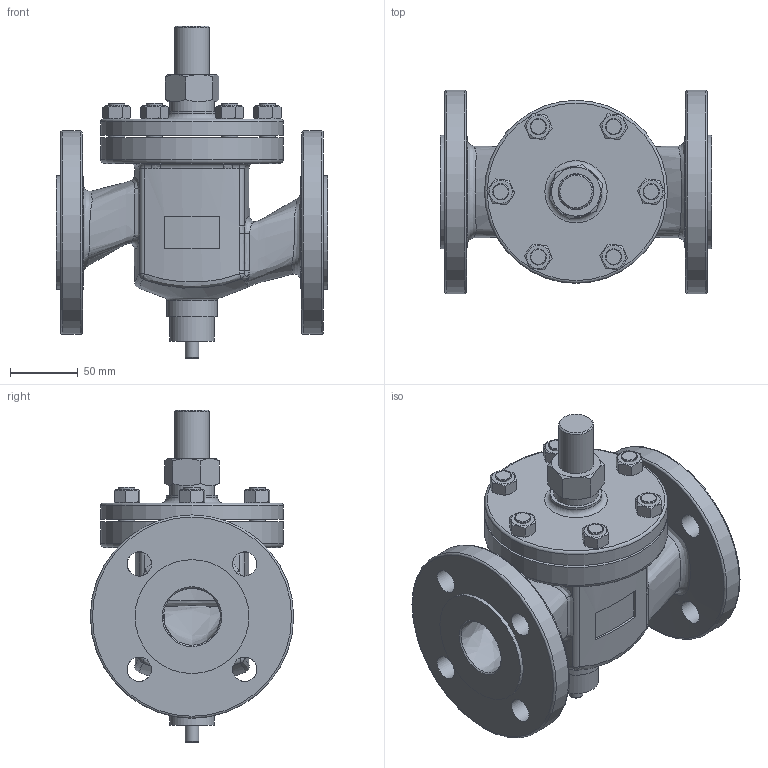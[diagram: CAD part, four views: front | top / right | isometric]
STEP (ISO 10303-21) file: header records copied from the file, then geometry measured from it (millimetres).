
FILE_DESCRIPTION (( 'STEP AP214' ), '1' );
FILE_NAME ('DN40M&G&H2FR.STEP', '2016-06-23T15:37:16', ( 'GFR' ), ( '' ), 'SwSTEP 2.0', 'SolidWorks 2014', '' );
FILE_SCHEMA (( 'AUTOMOTIVE_DESIGN' ));
Length unit declared in the file: millimetre
Products named in the file (1): DN40M&G&H2FR
Bounding box: 200 x 150 x 244.95 mm (x, y, z)
Surface area: 219771.7 mm2 (no closed solid volume)
Topology: 0 solids, 18 shells, 218 faces, 587 edges, 395 vertices
Faces by surface type: plane 84, cylinder 41, bspline 35, cone 33, torus 20, sphere 5
Full cylindrical faces by diameter (mm): 10 x1, 12 x6, 13 x1, 18 x8, 20.7 x1, 25.8 x1, 26.5 x1, 33.1 x2, 37 x1, 38 x1, 84 x2, 135 x2, 150 x2
Entity records: 20607 total; most frequent: CARTESIAN_POINT 13526, ORIENTED_EDGE 881, DIRECTION 852, EDGE_CURVE 487, AXIS2_PLACEMENT_3D 386, VERTEX_POINT 367, EDGE_LOOP 346, FACE_OUTER_BOUND 264
